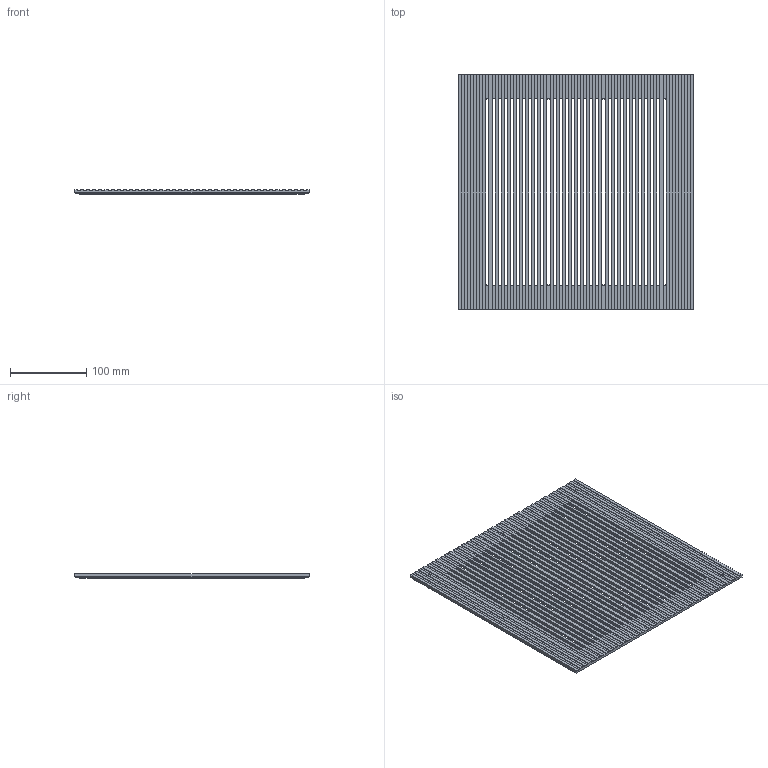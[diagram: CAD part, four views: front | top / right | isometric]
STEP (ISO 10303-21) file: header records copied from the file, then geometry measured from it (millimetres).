
FILE_DESCRIPTION(/* description */ (''),/* implementation_level */ '2;1');
FILE_NAME(/* name */ 'Part 3 - Top.step',/* time_stamp */ '2025-08-07T17:49:29+07:00',/* author */ (''),/* organization */ (''),/* preprocessor_version */ 'ST-DEVELOPER v20.1',/* originating_system */ 'Autodesk Translation Framework v14.10.0.0',/* authorisation */ '');
FILE_SCHEMA (('AUTOMOTIVE_DESIGN { 1 0 10303 214 3 1 1 }'));
Length unit declared in the file: millimetre
Products named in the file (2): Part 3 - Top; Part 3 - Top_2
Assembly tree (1 placements, depth 2):
  Part 3 - Top
    Part 3 - Top_2
Bounding box: 307.6 x 307.6 x 6 mm (x, y, z)
Volume: 264945.4 mm3; surface area: 192860.3 mm2
Topology: 1 solids, 1 shells, 448 faces, 1360 edges, 892 vertices
Faces by surface type: plane 328, cylinder 100, cone 20
Full cylindrical faces by diameter (mm): 3.5 x8
Entity records: 15348 total; most frequent: ORIENTED_EDGE 2728, CARTESIAN_POINT 2711, DIRECTION 2546, EDGE_CURVE 1364, LINE 1084, VECTOR 1084, VERTEX_POINT 896, AXIS2_PLACEMENT_3D 731
